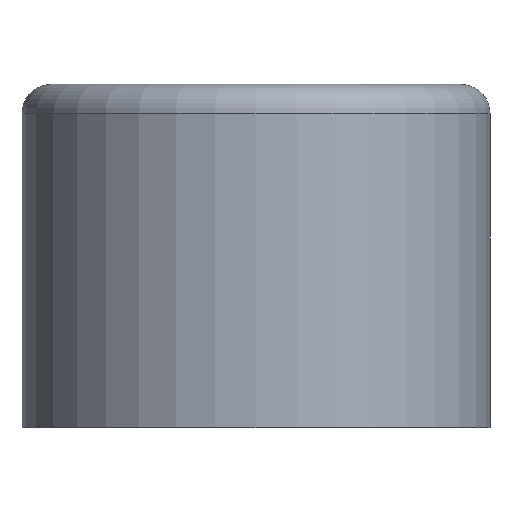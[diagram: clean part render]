
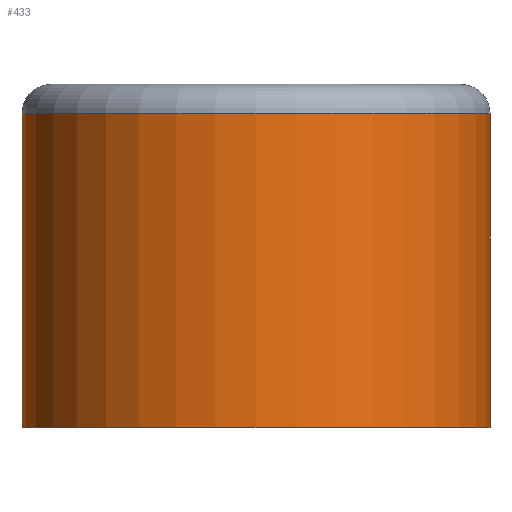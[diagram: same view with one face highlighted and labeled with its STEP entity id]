
A CAD part, top view. The second image highlights one B-rep face of the part: STEP entity #433.
In plain terms, the highlighted cylindrical face has radius 15 mm (diameter 30 mm), a partial arc.
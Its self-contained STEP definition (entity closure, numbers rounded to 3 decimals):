
#74=DIRECTION('',(0.,1.,0.));
#75=VECTOR('',#74,20.125);
#76=CARTESIAN_POINT('',(15.,0.,0.));
#77=LINE('',#76,#75);
#81=CARTESIAN_POINT('',(0.,0.,0.));
#82=DIRECTION('',(0.,-1.,0.));
#83=DIRECTION('',(1.,0.,0.));
#84=AXIS2_PLACEMENT_3D('',#81,#82,#83);
#89=DIRECTION('',(0.,1.,0.));
#90=VECTOR('',#89,20.125);
#91=CARTESIAN_POINT('',(-15.,0.,0.));
#92=LINE('',#91,#90);
#290=CARTESIAN_POINT('',(0.,20.125,0.));
#291=DIRECTION('',(0.,-1.,0.));
#292=DIRECTION('',(1.,0.,0.));
#293=AXIS2_PLACEMENT_3D('',#290,#291,#292);
#360=CARTESIAN_POINT('',(15.,0.,0.));
#361=CARTESIAN_POINT('',(15.,20.125,0.));
#362=VERTEX_POINT('',#360);
#363=VERTEX_POINT('',#361);
#368=CARTESIAN_POINT('',(-15.,0.,0.));
#369=CARTESIAN_POINT('',(-15.,20.125,0.));
#370=VERTEX_POINT('',#368);
#371=VERTEX_POINT('',#369);
#420=CARTESIAN_POINT('',(0.,-1.1,0.));
#421=DIRECTION('',(0.,1.,0.));
#422=DIRECTION('',(1.,0.,0.));
#423=AXIS2_PLACEMENT_3D('',#420,#421,#422);
#424=CYLINDRICAL_SURFACE('',#423,15.);
#425=ORIENTED_EDGE('',*,*,#409,.F.);
#427=ORIENTED_EDGE('',*,*,#426,.T.);
#428=ORIENTED_EDGE('',*,*,#413,.T.);
#430=ORIENTED_EDGE('',*,*,#429,.F.);
#431=EDGE_LOOP('',(#425,#427,#428,#430));
#432=FACE_OUTER_BOUND('',#431,.F.);
#85=CIRCLE('',#84,15.);
#294=CIRCLE('',#293,15.);
#409=EDGE_CURVE('',#362,#363,#77,.T.);
#413=EDGE_CURVE('',#370,#371,#92,.T.);
#426=EDGE_CURVE('',#362,#370,#85,.T.);
#429=EDGE_CURVE('',#363,#371,#294,.T.);
#433=ADVANCED_FACE('',(#432),#424,.T.);
